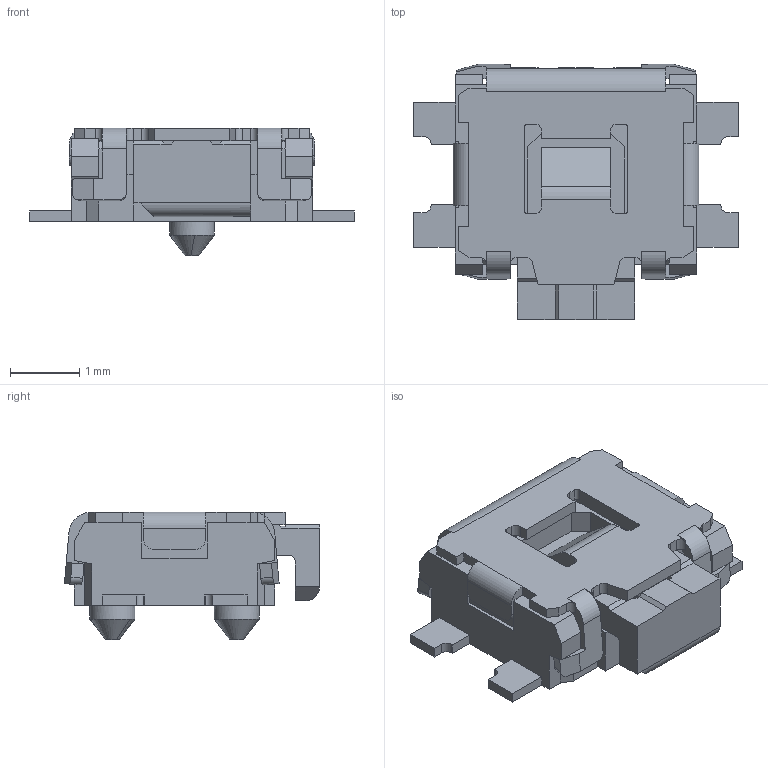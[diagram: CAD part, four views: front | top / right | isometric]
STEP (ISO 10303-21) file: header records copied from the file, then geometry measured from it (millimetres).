
FILE_DESCRIPTION(('FreeCAD Model'),'2;1');
FILE_NAME('EVQP7L01P.step','2018-02-19T14:14:03',( 'kicad StepUp'),('ksu MCAD'),'Open CASCADE STEP processor 6.8', 'FreeCAD','Unknown');
FILE_SCHEMA(('AUTOMOTIVE_DESIGN_CC2 { 1 2 10303 214 -1 1 5 4 }'));
Length unit declared in the file: millimetre
Products named in the file (1): EVQP7L01P
Bounding box: 4.7 x 3.69 x 1.85 mm (x, y, z)
Volume: 13.4 mm3; surface area: 63 mm2
Topology: 1 solids, 1 shells, 310 faces, 886 edges, 585 vertices
Faces by surface type: plane 259, cylinder 47, bspline 4
Full cylindrical faces by diameter (mm): 0.65 x2
Entity records: 12214 total; most frequent: CARTESIAN_POINT 1834, ORIENTED_EDGE 1772, DIRECTION 1612, EDGE_CURVE 886, LINE 774, VECTOR 774, VERTEX_POINT 585, AXIS2_PLACEMENT_3D 419
